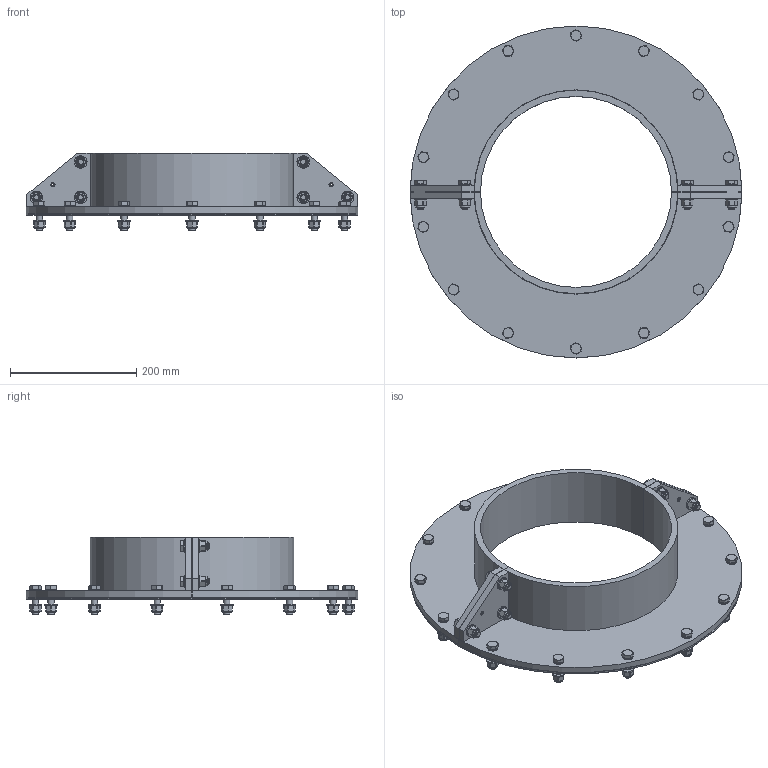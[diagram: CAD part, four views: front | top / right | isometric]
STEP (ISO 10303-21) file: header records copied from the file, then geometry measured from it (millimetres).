
FILE_DESCRIPTION((''),'2;1');
FILE_NAME('SLFORI300.stp','2018-02-02T10:32:53',(''),(''),'Autodesk Inventor 2013','Autodesk Inventor 2013','');
FILE_SCHEMA(('AUTOMOTIVE_DESIGN { 1 0 10303 214 1 1 1 1 }'));
Length unit declared in the file: millimetre
Products named in the file (14): SLFO RI; SLFO RI 300 HALF; SLEEVE-300; FLANGE-300; FRP_6x20; SLFO RI 100-644 EAR; Screw Kit M10X40 L20,4 mm; ISO 4017 M10 x 40; ISO 7089 10 - 140 HV; Locking nut M10; SLFO RI 225-644 GASKET SMALL; Mount KIT M10; TREDO M10; GASKET 300
Assembly tree (38 placements, depth 3):
  SLFO RI
    SLFO RI 300 HALF  x2
      SLEEVE-300
      FLANGE-300
      FRP_6x20
      SLFO RI 100-644 EAR
    Screw Kit M10X40 L20,4 mm  x6
      ISO 4017 M10 x 40
      ISO 7089 10 - 140 HV
      Locking nut M10
    SLFO RI 225-644 GASKET SMALL  x2
    Mount KIT M10  x14
      ISO 7089 10 - 140 HV
      TREDO M10
      ISO 4017 M10 x 40
      Locking nut M10
    GASKET 300
Bounding box: 525 x 525 x 123 mm (x, y, z)
Volume: 2757472.1 mm3; surface area: 796991.7 mm2
Topology: 93 solids, 93 shells, 1926 faces, 4486 edges, 2874 vertices
Faces by surface type: cone 712, plane 596, cylinder 494, torus 124
Full cylindrical faces by diameter (mm): 6.7 x4, 8.376 x120, 10 x36, 10.108 x20, 10.5 x26, 10.7 x28, 12 x20, 12.3 x12, 12.5 x14, 14.084 x20, 14.63 x20, 16 x14, 20 x26, 465 x1, 525 x1
Entity records: 5004 total; most frequent: DIRECTION 842, CARTESIAN_POINT 818, ORIENTED_EDGE 584, AXIS2_PLACEMENT_3D 376, EDGE_LOOP 310, EDGE_CURVE 292, VERTEX_POINT 232, FACE_OUTER_BOUND 162
